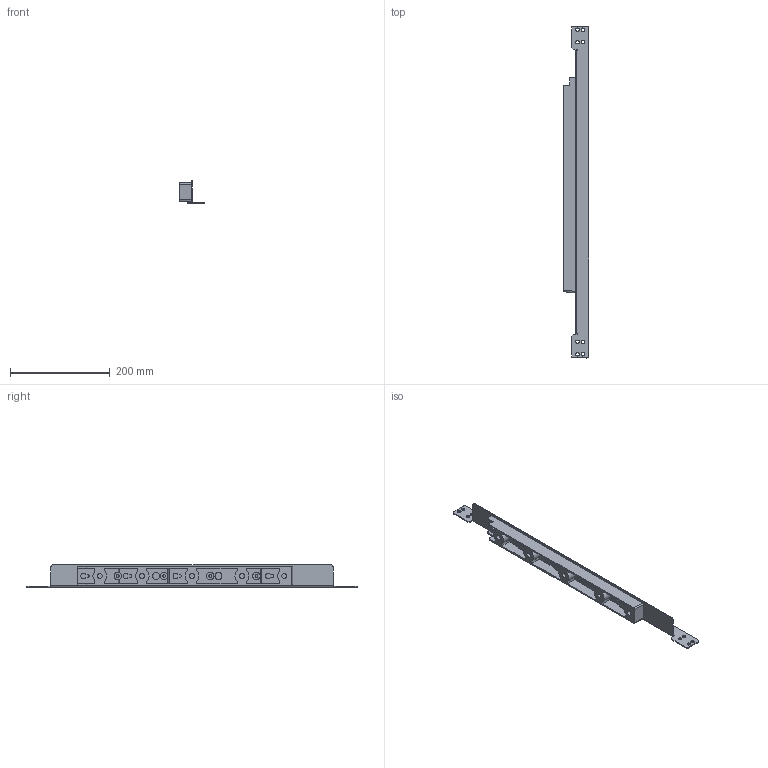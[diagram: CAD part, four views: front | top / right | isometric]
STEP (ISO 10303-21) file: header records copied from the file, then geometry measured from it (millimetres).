
FILE_DESCRIPTION((''),'2;1');
FILE_NAME('ASM0001_ASM','2023-03-09T12:15:38',('klemen.sitar'),('Audax d.o.o.'),'CREO PARAMETRIC BY PTC INC, 2021304','CREO PARAMETRIC BY PTC INC, 2021304','');
FILE_SCHEMA(('AP242_MANAGED_MODEL_BASED_3D_ENGINEERING_MIM_LF { 1 0 10303 442 1 1 4 }'));
Length unit declared in the file: millimetre
Products named in the file (5): DH; PRT5590_1; S8900003_L_SAMMELSCHIENENTRAEGE_ASM; 001691055_PP_100-185_ASM; ASM0001_ASM
Assembly tree (4 placements, depth 4):
  ASM0001_ASM
    DH
    001691055_PP_100-185_ASM
      S8900003_L_SAMMELSCHIENENTRAEGE_ASM
        PRT5590_1
Bounding box: 52 x 665 x 45 mm (x, y, z)
Volume: 289788.7 mm3; surface area: 166377.5 mm2
Topology: 2 solids, 2 shells, 178 faces, 491 edges, 333 vertices
Faces by surface type: plane 89, cylinder 89
Entity records: 8309 total; most frequent: CARTESIAN_POINT 1073, DIRECTION 1051, ORIENTED_EDGE 982, PRESENTATION_STYLE_ASSIGNMENT 554, STYLED_ITEM 539, CURVE_STYLE 495, EDGE_CURVE 491, AXIS2_PLACEMENT_3D 379
